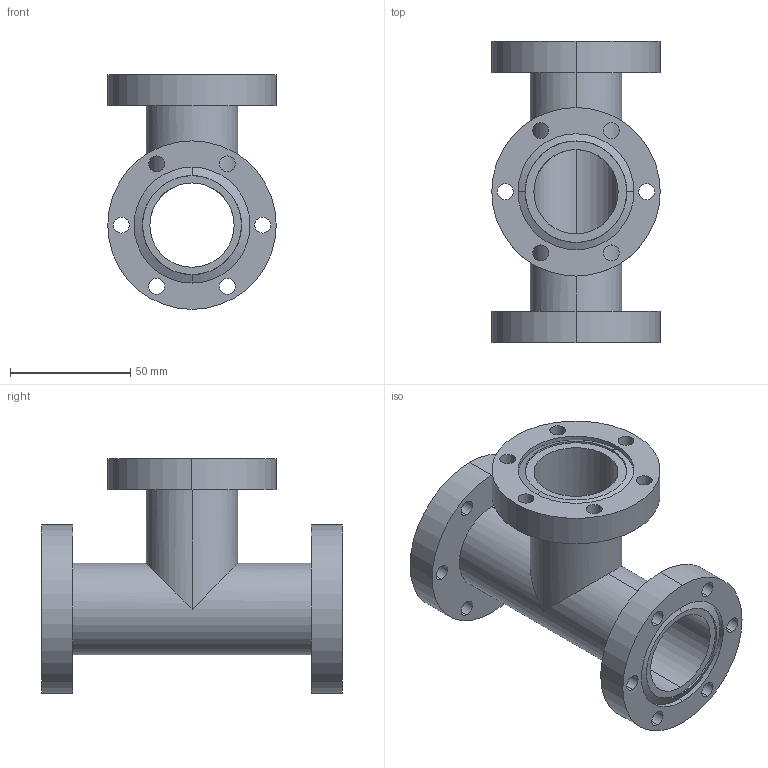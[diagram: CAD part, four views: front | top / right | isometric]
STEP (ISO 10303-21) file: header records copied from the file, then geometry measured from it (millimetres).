
FILE_DESCRIPTION (( 'STEP AP214' ), '1' );
FILE_NAME ('DT3-CF35.STEP', '2024-09-14T06:49:08', ( '' ), ( '' ), 'SwSTEP 2.0', 'SolidWorks 2020', '' );
FILE_SCHEMA (( 'AUTOMOTIVE_DESIGN' ));
Length unit declared in the file: millimetre
Products named in the file (1): DT3-CF35
Bounding box: 70 x 125 x 97.5 mm (x, y, z)
Volume: 122890 mm3; surface area: 62931.9 mm2
Topology: 1 solids, 1 shells, 77 faces, 198 edges, 128 vertices
Faces by surface type: cylinder 56, cone 12, plane 9
Entity records: 2510 total; most frequent: DIRECTION 466, CARTESIAN_POINT 428, ORIENTED_EDGE 396, AXIS2_PLACEMENT_3D 198, EDGE_CURVE 198, VERTEX_POINT 128, EDGE_LOOP 122, CIRCLE 120
